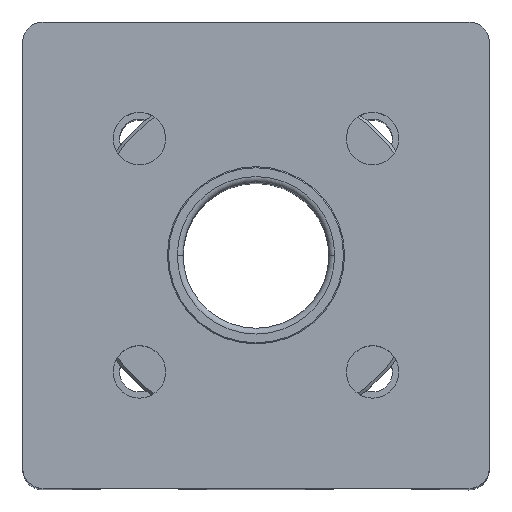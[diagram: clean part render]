
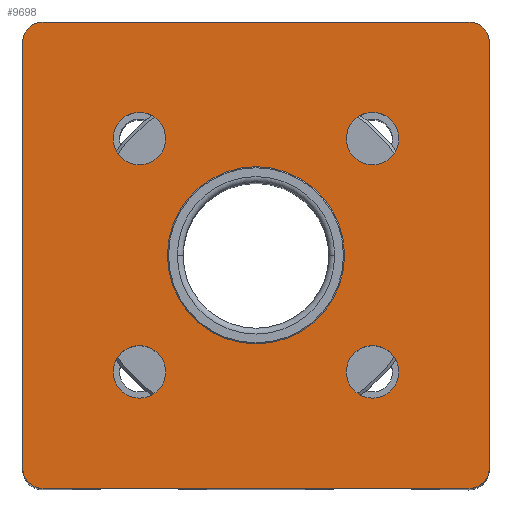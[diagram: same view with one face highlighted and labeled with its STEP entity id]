
A CAD part, top view. The second image highlights one B-rep face of the part: STEP entity #9698.
In plain terms, the highlighted planar face has unit normal (0, 0, 1).
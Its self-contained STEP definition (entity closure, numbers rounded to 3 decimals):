
#8710=CARTESIAN_POINT('',(40.0,55.188,140.0));
#8711=VERTEX_POINT('',#8710);
#8712=CARTESIAN_POINT('',(40.0,40.0,140.0));
#8713=DIRECTION('',(0.0,0.0,-1.0));
#8714=DIRECTION('',(0.0,-1.0,0.0));
#8715=AXIS2_PLACEMENT_3D('',#8712,#8713,#8714);
#8716=CIRCLE('',#8715,15.188);
#8717=EDGE_CURVE('',#8711,#8711,#8716,.T.);
#9006=CARTESIAN_POINT('',(3.5,0.,140.0));
#9007=VERTEX_POINT('',#9006);
#9014=CARTESIAN_POINT('',(0.,3.5,140.0));
#9015=VERTEX_POINT('',#9014);
#9016=CARTESIAN_POINT('',(3.5,3.5,140.0));
#9017=DIRECTION('',(0.,0.,-1.0));
#9018=DIRECTION('',(-0.707,-0.707,0.));
#9019=AXIS2_PLACEMENT_3D('',#9016,#9017,#9018);
#9020=CIRCLE('',#9019,3.5);
#9021=EDGE_CURVE('',#9007,#9015,#9020,.T.);
#9038=CARTESIAN_POINT('',(76.5,0.,140.0));
#9039=VERTEX_POINT('',#9038);
#9046=CARTESIAN_POINT('',(76.5,0.,140.0));
#9047=DIRECTION('',(-1.0,0.0,0.0));
#9048=VECTOR('',#9047,73.);
#9049=LINE('',#9046,#9048);
#9050=EDGE_CURVE('',#9039,#9007,#9049,.T.);
#9062=CARTESIAN_POINT('',(80.0,3.5,140.0));
#9063=VERTEX_POINT('',#9062);
#9070=CARTESIAN_POINT('',(76.5,3.5,140.0));
#9071=DIRECTION('',(0.,0.,-1.0));
#9072=DIRECTION('',(0.707,-0.707,0.));
#9073=AXIS2_PLACEMENT_3D('',#9070,#9071,#9072);
#9074=CIRCLE('',#9073,3.5);
#9075=EDGE_CURVE('',#9063,#9039,#9074,.T.);
#9087=CARTESIAN_POINT('',(80.0,76.5,140.0));
#9088=VERTEX_POINT('',#9087);
#9095=CARTESIAN_POINT('',(80.0,76.5,140.0));
#9096=DIRECTION('',(0.0,-1.0,0.0));
#9097=VECTOR('',#9096,73.0);
#9098=LINE('',#9095,#9097);
#9099=EDGE_CURVE('',#9088,#9063,#9098,.T.);
#9175=CARTESIAN_POINT('',(0.,76.5,140.0));
#9176=VERTEX_POINT('',#9175);
#9183=CARTESIAN_POINT('',(3.5,80.0,140.0));
#9184=VERTEX_POINT('',#9183);
#9185=CARTESIAN_POINT('',(3.5,76.5,140.0));
#9186=DIRECTION('',(0.,0.,-1.0));
#9187=DIRECTION('',(-0.707,0.707,0.));
#9188=AXIS2_PLACEMENT_3D('',#9185,#9186,#9187);
#9189=CIRCLE('',#9188,3.5);
#9190=EDGE_CURVE('',#9176,#9184,#9189,.T.);
#9208=CARTESIAN_POINT('',(76.5,80.0,140.0));
#9209=VERTEX_POINT('',#9208);
#9210=CARTESIAN_POINT('',(3.5,80.0,140.0));
#9211=DIRECTION('',(1.0,0.0,0.0));
#9212=VECTOR('',#9211,73.0);
#9213=LINE('',#9210,#9212);
#9214=EDGE_CURVE('',#9184,#9209,#9213,.T.);
#9232=CARTESIAN_POINT('',(76.5,76.5,140.0));
#9233=DIRECTION('',(0.,0.,-1.0));
#9234=DIRECTION('',(0.707,0.707,0.));
#9235=AXIS2_PLACEMENT_3D('',#9232,#9233,#9234);
#9236=CIRCLE('',#9235,3.5);
#9237=EDGE_CURVE('',#9209,#9088,#9236,.T.);
#9330=CARTESIAN_POINT('',(20.,24.5,140.0));
#9331=VERTEX_POINT('',#9330);
#9332=CARTESIAN_POINT('',(20.,20.,140.0));
#9333=DIRECTION('',(0.0,0.0,-1.0));
#9334=DIRECTION('',(0.0,-1.0,0.0));
#9335=AXIS2_PLACEMENT_3D('',#9332,#9333,#9334);
#9336=CIRCLE('',#9335,4.5);
#9337=EDGE_CURVE('',#9331,#9331,#9336,.T.);
#9432=CARTESIAN_POINT('',(60.0,64.5,140.0));
#9433=VERTEX_POINT('',#9432);
#9434=CARTESIAN_POINT('',(60.0,60.0,140.0));
#9435=DIRECTION('',(0.0,0.0,-1.0));
#9436=DIRECTION('',(0.0,-1.0,0.0));
#9437=AXIS2_PLACEMENT_3D('',#9434,#9435,#9436);
#9438=CIRCLE('',#9437,4.5);
#9439=EDGE_CURVE('',#9433,#9433,#9438,.T.);
#9534=CARTESIAN_POINT('',(20.,64.5,140.0));
#9535=VERTEX_POINT('',#9534);
#9536=CARTESIAN_POINT('',(20.,60.0,140.0));
#9537=DIRECTION('',(0.0,0.0,-1.0));
#9538=DIRECTION('',(0.0,-1.0,0.0));
#9539=AXIS2_PLACEMENT_3D('',#9536,#9537,#9538);
#9540=CIRCLE('',#9539,4.5);
#9541=EDGE_CURVE('',#9535,#9535,#9540,.T.);
#9636=CARTESIAN_POINT('',(60.0,24.5,140.0));
#9637=VERTEX_POINT('',#9636);
#9638=CARTESIAN_POINT('',(60.0,20.,140.0));
#9639=DIRECTION('',(0.0,0.0,-1.0));
#9640=DIRECTION('',(0.0,-1.0,0.0));
#9641=AXIS2_PLACEMENT_3D('',#9638,#9639,#9640);
#9642=CIRCLE('',#9641,4.5);
#9643=EDGE_CURVE('',#9637,#9637,#9642,.T.);
#9658=CARTESIAN_POINT('',(0.,3.5,140.0));
#9659=DIRECTION('',(0.0,1.0,0.0));
#9660=VECTOR('',#9659,73.0);
#9661=LINE('',#9658,#9660);
#9662=EDGE_CURVE('',#9015,#9176,#9661,.T.);
#9668=CARTESIAN_POINT('',(84.0,84.0,140.0));
#9669=DIRECTION('',(0.0,0.0,-1.0));
#9670=DIRECTION('',(0.0,-1.0,0.0));
#9671=AXIS2_PLACEMENT_3D('',#9668,#9669,#9670);
#9672=PLANE('',#9671);
#9673=ORIENTED_EDGE('',*,*,#9075,.F.);
#9674=ORIENTED_EDGE('',*,*,#9099,.F.);
#9675=ORIENTED_EDGE('',*,*,#9237,.F.);
#9676=ORIENTED_EDGE('',*,*,#9214,.F.);
#9677=ORIENTED_EDGE('',*,*,#9190,.F.);
#9678=ORIENTED_EDGE('',*,*,#9662,.F.);
#9679=ORIENTED_EDGE('',*,*,#9021,.F.);
#9680=ORIENTED_EDGE('',*,*,#9050,.F.);
#9681=EDGE_LOOP('',(#9673,#9674,#9675,#9676,#9677,#9678,#9679,#9680));
#9682=FACE_OUTER_BOUND('',#9681,.T.);
#9683=ORIENTED_EDGE('',*,*,#8717,.T.);
#9684=EDGE_LOOP('',(#9683));
#9685=FACE_BOUND('',#9684,.T.);
#9686=ORIENTED_EDGE('',*,*,#9337,.T.);
#9687=EDGE_LOOP('',(#9686));
#9688=FACE_BOUND('',#9687,.T.);
#9689=ORIENTED_EDGE('',*,*,#9439,.T.);
#9690=EDGE_LOOP('',(#9689));
#9691=FACE_BOUND('',#9690,.T.);
#9692=ORIENTED_EDGE('',*,*,#9541,.T.);
#9693=EDGE_LOOP('',(#9692));
#9694=FACE_BOUND('',#9693,.T.);
#9695=ORIENTED_EDGE('',*,*,#9643,.T.);
#9696=EDGE_LOOP('',(#9695));
#9697=FACE_BOUND('',#9696,.T.);
#9698=ADVANCED_FACE('',(#9682,#9685,#9688,#9691,#9694,#9697),#9672,.F.);
